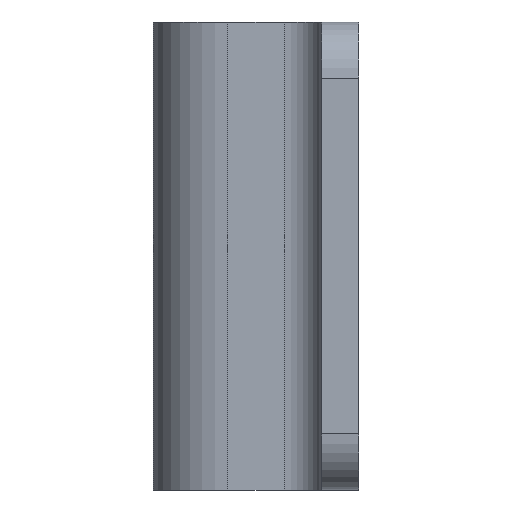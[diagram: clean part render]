
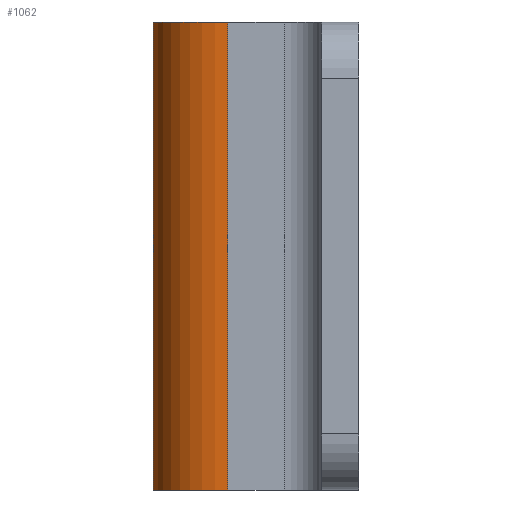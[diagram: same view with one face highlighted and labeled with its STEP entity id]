
A CAD part, left-side view. The second image highlights one B-rep face of the part: STEP entity #1062.
In plain terms, the highlighted cylindrical face has radius 4 mm (diameter 8 mm), a partial arc.
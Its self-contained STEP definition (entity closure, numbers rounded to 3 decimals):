
#35 = AXIS2_PLACEMENT_3D ( 'NONE', #666, #110, #313 ) ;
#40 = AXIS2_PLACEMENT_3D ( 'NONE', #991, #1687, #1344 ) ;
#67 = CARTESIAN_POINT ( 'NONE',  ( -22.5, 5., 0. ) ) ;
#106 = VERTEX_POINT ( 'NONE', #1349 ) ;
#110 = DIRECTION ( 'NONE',  ( 0., 0., -1. ) ) ;
#192 = DIRECTION ( 'NONE',  ( 0., 0., -1. ) ) ;
#200 = CARTESIAN_POINT ( 'NONE',  ( -18.5, 5., 0. ) ) ;
#241 = CARTESIAN_POINT ( 'NONE',  ( -22.5, 5., 25. ) ) ;
#313 = DIRECTION ( 'NONE',  ( -1., 0., 0. ) ) ;
#366 = LINE ( 'NONE', #1069, #1991 ) ;
#368 = DIRECTION ( 'NONE',  ( 0., 0., -1. ) ) ;
#418 = EDGE_CURVE ( 'NONE', #913, #621, #2218, .T. ) ;
#485 = EDGE_LOOP ( 'NONE', ( #500, #1448, #733, #2169 ) ) ;
#500 = ORIENTED_EDGE ( 'NONE', *, *, #1192, .F. ) ;
#621 = VERTEX_POINT ( 'NONE', #825 ) ;
#666 = CARTESIAN_POINT ( 'NONE',  ( -18.5, 5., 25. ) ) ;
#692 = LINE ( 'NONE', #911, #1919 ) ;
#733 = ORIENTED_EDGE ( 'NONE', *, *, #418, .T. ) ;
#825 = CARTESIAN_POINT ( 'NONE',  ( -18.5, 9., 25. ) ) ;
#866 = FACE_OUTER_BOUND ( 'NONE', #485, .T. ) ;
#911 = CARTESIAN_POINT ( 'NONE',  ( -22.5, 5., 25. ) ) ;
#913 = VERTEX_POINT ( 'NONE', #241 ) ;
#981 = EDGE_CURVE ( 'NONE', #621, #106, #366, .T. ) ;
#991 = CARTESIAN_POINT ( 'NONE',  ( -18.5, 5., 25. ) ) ;
#993 = AXIS2_PLACEMENT_3D ( 'NONE', #200, #1417, #1593 ) ;
#1062 = ADVANCED_FACE ( 'NONE', ( #866 ), #1734, .T. ) ;
#1069 = CARTESIAN_POINT ( 'NONE',  ( -18.5, 9., 25. ) ) ;
#1192 = EDGE_CURVE ( 'NONE', #1321, #106, #1992, .T. ) ;
#1321 = VERTEX_POINT ( 'NONE', #67 ) ;
#1344 = DIRECTION ( 'NONE',  ( 1., 0., 0. ) ) ;
#1349 = CARTESIAN_POINT ( 'NONE',  ( -18.5, 9., 0. ) ) ;
#1417 = DIRECTION ( 'NONE',  ( 0., 0., -1. ) ) ;
#1448 = ORIENTED_EDGE ( 'NONE', *, *, #1628, .F. ) ;
#1593 = DIRECTION ( 'NONE',  ( 1., 0., 0. ) ) ;
#1628 = EDGE_CURVE ( 'NONE', #913, #1321, #692, .T. ) ;
#1687 = DIRECTION ( 'NONE',  ( 0., 0., -1. ) ) ;
#1734 = CYLINDRICAL_SURFACE ( 'NONE', #35, 4. ) ;
#1919 = VECTOR ( 'NONE', #368, 1000. ) ;
#1991 = VECTOR ( 'NONE', #192, 1000. ) ;
#1992 = CIRCLE ( 'NONE', #993, 4. ) ;
#2169 = ORIENTED_EDGE ( 'NONE', *, *, #981, .T. ) ;
#2218 = CIRCLE ( 'NONE', #40, 4. ) ;
